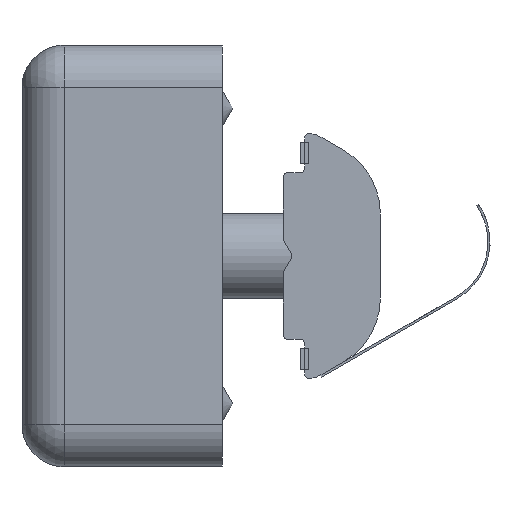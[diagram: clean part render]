
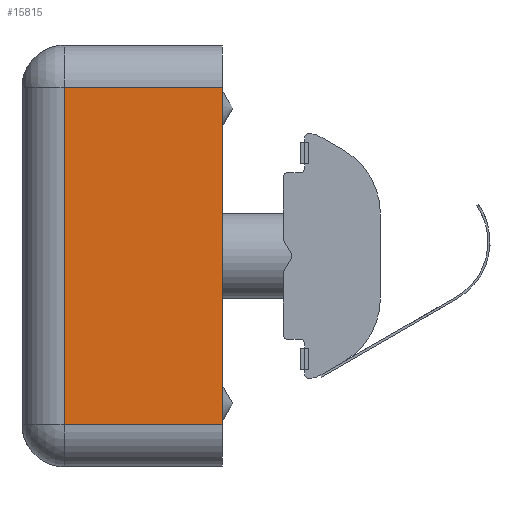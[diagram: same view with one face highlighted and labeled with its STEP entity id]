
A CAD part, left-side view. The second image highlights one B-rep face of the part: STEP entity #15815.
In plain terms, the highlighted planar face has unit normal (-1, 0, 0).
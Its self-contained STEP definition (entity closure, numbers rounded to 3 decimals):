
#974=PLANE('',#17181);
#1607=LINE('',#26192,#2818);
#1608=LINE('',#26194,#2819);
#1609=LINE('',#26196,#2820);
#1610=LINE('',#26197,#2821);
#2818=VECTOR('',#20034,1000.);
#2819=VECTOR('',#20035,1000.);
#2820=VECTOR('',#20036,1000.);
#2821=VECTOR('',#20037,1000.);
#3938=FACE_OUTER_BOUND('',#4933,.T.);
#4933=EDGE_LOOP('',(#11545,#11546,#11547,#11548));
#6980=VERTEX_POINT('',#26190);
#6981=VERTEX_POINT('',#26191);
#6982=VERTEX_POINT('',#26193);
#6983=VERTEX_POINT('',#26195);
#8601=EDGE_CURVE('',#6980,#6981,#1607,.T.);
#8602=EDGE_CURVE('',#6981,#6982,#1608,.T.);
#8603=EDGE_CURVE('',#6982,#6983,#1609,.T.);
#8604=EDGE_CURVE('',#6983,#6980,#1610,.T.);
#11545=ORIENTED_EDGE('',*,*,#8601,.T.);
#11546=ORIENTED_EDGE('',*,*,#8602,.T.);
#11547=ORIENTED_EDGE('',*,*,#8603,.T.);
#11548=ORIENTED_EDGE('',*,*,#8604,.T.);
#15815=ADVANCED_FACE('',(#3938),#974,.F.);
#17181=AXIS2_PLACEMENT_3D('',#26189,#20032,#20033);
#20032=DIRECTION('center_axis',(1.,0.,0.));
#20033=DIRECTION('ref_axis',(0.,0.,-1.));
#20034=DIRECTION('',(0.,0.,1.));
#20035=DIRECTION('',(0.,1.,0.));
#20036=DIRECTION('',(0.,0.,-1.));
#20037=DIRECTION('',(0.,-1.,0.));
#26189=CARTESIAN_POINT('Origin',(-46.5,9.5,-10.));
#26190=CARTESIAN_POINT('',(-46.5,0.,-8.));
#26191=CARTESIAN_POINT('',(-46.5,0.,8.));
#26192=CARTESIAN_POINT('',(-46.5,0.,-10.));
#26193=CARTESIAN_POINT('',(-46.5,7.5,8.));
#26194=CARTESIAN_POINT('',(-46.5,9.5,8.));
#26195=CARTESIAN_POINT('',(-46.5,7.5,-8.));
#26196=CARTESIAN_POINT('',(-46.5,7.5,-10.));
#26197=CARTESIAN_POINT('',(-46.5,9.5,-8.));
